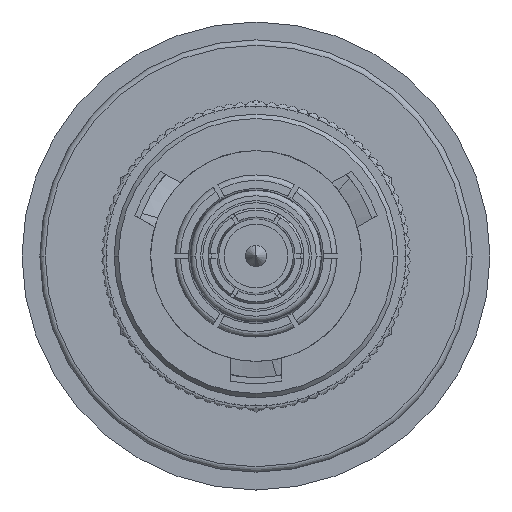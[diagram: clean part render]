
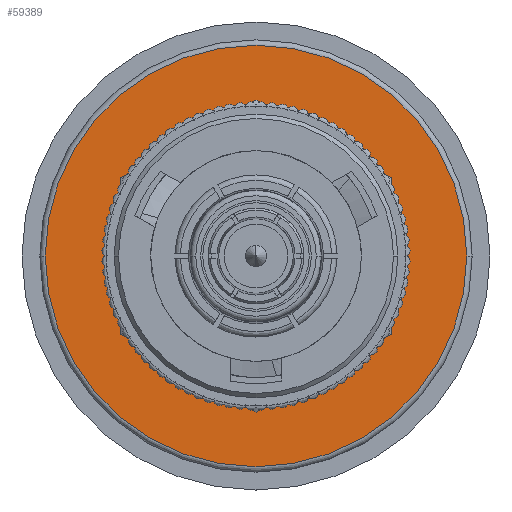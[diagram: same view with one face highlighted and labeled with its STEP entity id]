
A CAD part, left-side view. The second image highlights one B-rep face of the part: STEP entity #59389.
In plain terms, the highlighted planar face has unit normal (-1, 0, 0).
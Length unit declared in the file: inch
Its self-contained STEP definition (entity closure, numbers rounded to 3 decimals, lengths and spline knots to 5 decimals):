
#395 = FACE_BOUND ( 'NONE', #15595, .T. ) ;
#1624 = VERTEX_POINT ( 'NONE', #10998 ) ;
#1884 = AXIS2_PLACEMENT_3D ( 'NONE', #56826, #17490, #37303 ) ;
#2342 = DIRECTION ( 'NONE',  ( 0., 1., 0. ) ) ;
#3787 = VECTOR ( 'NONE', #2342, 39.37008 ) ;
#4176 = DIRECTION ( 'NONE',  ( 0., 0., -1. ) ) ;
#4825 = DIRECTION ( 'NONE',  ( 0., 0., -1. ) ) ;
#5451 = CARTESIAN_POINT ( 'NONE',  ( -0.85374, 0., 0.39 ) ) ;
#5540 = ORIENTED_EDGE ( 'NONE', *, *, #19996, .T. ) ;
#10998 = CARTESIAN_POINT ( 'NONE',  ( -0.85374, 0.12928, 0.25 ) ) ;
#12973 = CARTESIAN_POINT ( 'NONE',  ( -0.85374, -0.4, -0.25 ) ) ;
#13176 = CIRCLE ( 'NONE', #37034, 0.28145 ) ;
#14388 = DIRECTION ( 'NONE',  ( 1., 0., 0. ) ) ;
#15595 = EDGE_LOOP ( 'NONE', ( #64317, #18077, #38750, #5540 ) ) ;
#17490 = DIRECTION ( 'NONE',  ( 1., 0., 0. ) ) ;
#17816 = VERTEX_POINT ( 'NONE', #51808 ) ;
#18077 = ORIENTED_EDGE ( 'NONE', *, *, #46150, .F. ) ;
#19996 = EDGE_CURVE ( 'NONE', #17816, #45147, #37003, .T. ) ;
#20227 = PLANE ( 'NONE',  #47319 ) ;
#20739 = CARTESIAN_POINT ( 'NONE',  ( -0.85374, 0., 0. ) ) ;
#21397 = CARTESIAN_POINT ( 'NONE',  ( -0.85374, 0.12928, -0.25 ) ) ;
#21781 = VECTOR ( 'NONE', #42232, 39.37008 ) ;
#26581 = CIRCLE ( 'NONE', #30710, 0.39 ) ;
#29594 = VERTEX_POINT ( 'NONE', #35688 ) ;
#29954 = VERTEX_POINT ( 'NONE', #5451 ) ;
#30292 = CARTESIAN_POINT ( 'NONE',  ( -0.85374, 0.39, 0. ) ) ;
#30710 = AXIS2_PLACEMENT_3D ( 'NONE', #63034, #48054, #4176 ) ;
#31004 = CARTESIAN_POINT ( 'NONE',  ( -0.85374, -0.12928, 0.25 ) ) ;
#31049 = EDGE_CURVE ( 'NONE', #29594, #29954, #49816, .T. ) ;
#35143 = FACE_OUTER_BOUND ( 'NONE', #56400, .T. ) ;
#35688 = CARTESIAN_POINT ( 'NONE',  ( -0.85374, 0., -0.39 ) ) ;
#37003 = LINE ( 'NONE', #12973, #21781 ) ;
#37034 = AXIS2_PLACEMENT_3D ( 'NONE', #20739, #58761, #4825 ) ;
#37303 = DIRECTION ( 'NONE',  ( 0., 0., -1. ) ) ;
#37423 = LINE ( 'NONE', #46871, #3787 ) ;
#38750 = ORIENTED_EDGE ( 'NONE', *, *, #42276, .T. ) ;
#39236 = CIRCLE ( 'NONE', #1884, 0.28145 ) ;
#39402 = DIRECTION ( 'NONE',  ( 0., 0., -1. ) ) ;
#40233 = ORIENTED_EDGE ( 'NONE', *, *, #59281, .F. ) ;
#42232 = DIRECTION ( 'NONE',  ( 0., 1., 0. ) ) ;
#42276 = EDGE_CURVE ( 'NONE', #57591, #17816, #13176, .T. ) ;
#42504 = AXIS2_PLACEMENT_3D ( 'NONE', #48516, #14388, #39402 ) ;
#45147 = VERTEX_POINT ( 'NONE', #21397 ) ;
#46150 = EDGE_CURVE ( 'NONE', #57591, #1624, #37423, .T. ) ;
#46871 = CARTESIAN_POINT ( 'NONE',  ( -0.85374, -0.4, 0.25 ) ) ;
#47319 = AXIS2_PLACEMENT_3D ( 'NONE', #30292, #59893, #50140 ) ;
#48054 = DIRECTION ( 'NONE',  ( 1., 0., 0. ) ) ;
#48516 = CARTESIAN_POINT ( 'NONE',  ( -0.85374, 0., 0. ) ) ;
#48591 = EDGE_CURVE ( 'NONE', #45147, #1624, #39236, .T. ) ;
#49816 = CIRCLE ( 'NONE', #42504, 0.39 ) ;
#50140 = DIRECTION ( 'NONE',  ( 0., 0., -1. ) ) ;
#51808 = CARTESIAN_POINT ( 'NONE',  ( -0.85374, -0.12928, -0.25 ) ) ;
#54956 = ORIENTED_EDGE ( 'NONE', *, *, #31049, .F. ) ;
#56400 = EDGE_LOOP ( 'NONE', ( #54956, #40233 ) ) ;
#56826 = CARTESIAN_POINT ( 'NONE',  ( -0.85374, 0., 0. ) ) ;
#57591 = VERTEX_POINT ( 'NONE', #31004 ) ;
#58761 = DIRECTION ( 'NONE',  ( 1., 0., 0. ) ) ;
#59281 = EDGE_CURVE ( 'NONE', #29954, #29594, #26581, .T. ) ;
#59389 = ADVANCED_FACE ( 'NONE', ( #395, #35143 ), #20227, .F. ) ;
#59893 = DIRECTION ( 'NONE',  ( 1., 0., 0. ) ) ;
#63034 = CARTESIAN_POINT ( 'NONE',  ( -0.85374, 0., 0. ) ) ;
#64317 = ORIENTED_EDGE ( 'NONE', *, *, #48591, .T. ) ;
